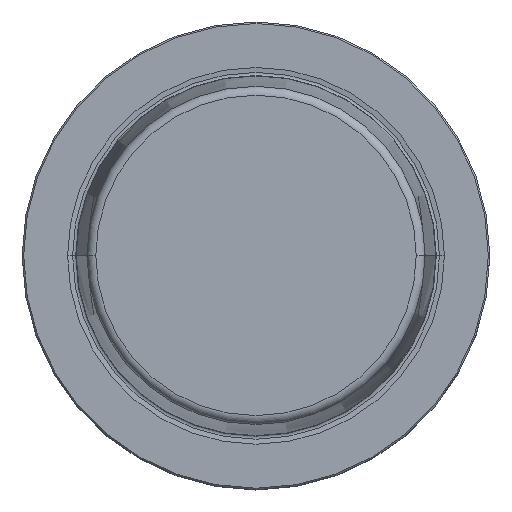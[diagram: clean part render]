
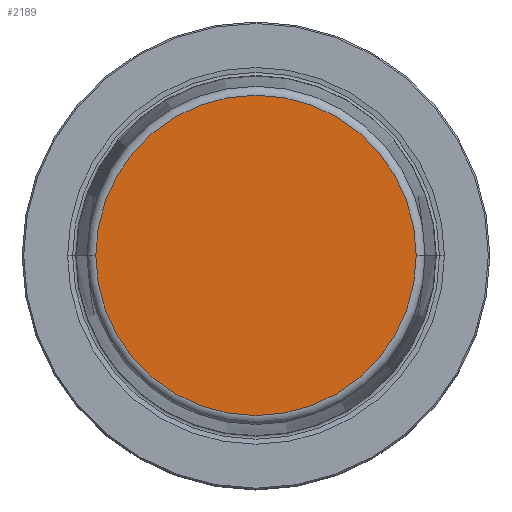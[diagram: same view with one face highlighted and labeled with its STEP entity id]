
A CAD part, top view. The second image highlights one B-rep face of the part: STEP entity #2189.
In plain terms, the highlighted planar face has unit normal (0, 0, 1).
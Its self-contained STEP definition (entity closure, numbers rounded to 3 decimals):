
#1060=CARTESIAN_POINT('',(0.,0.,31.9));
#1061=DIRECTION('',(0.,0.,1.));
#1062=DIRECTION('',(-1.,0.,0.));
#1063=AXIS2_PLACEMENT_3D('',#1060,#1061,#1062);
#1068=CARTESIAN_POINT('',(0.,0.,31.9));
#1069=DIRECTION('',(0.,0.,-1.));
#1070=DIRECTION('',(-1.,0.,0.));
#1071=AXIS2_PLACEMENT_3D('',#1068,#1069,#1070);
#1150=CARTESIAN_POINT('',(-21.581,0.,31.9));
#1151=VERTEX_POINT('',#1150);
#1226=CARTESIAN_POINT('',(21.581,0.,31.9));
#1227=VERTEX_POINT('',#1226);
#2180=CARTESIAN_POINT('',(0.,0.,31.9));
#2181=DIRECTION('',(0.,0.,-1.));
#2182=DIRECTION('',(1.,0.,0.));
#2183=AXIS2_PLACEMENT_3D('',#2180,#2181,#2182);
#2184=PLANE('',#2183);
#2185=ORIENTED_EDGE('',*,*,#2173,.F.);
#2186=ORIENTED_EDGE('',*,*,#2162,.T.);
#2187=EDGE_LOOP('',(#2185,#2186));
#2188=FACE_OUTER_BOUND('',#2187,.F.);
#2189=ADVANCED_FACE('',(#2188),#2184,.F.);
#1064=CIRCLE('',#1063,21.581);
#1072=CIRCLE('',#1071,21.581);
#2162=EDGE_CURVE('',#1151,#1227,#1072,.T.);
#2173=EDGE_CURVE('',#1151,#1227,#1064,.T.);
